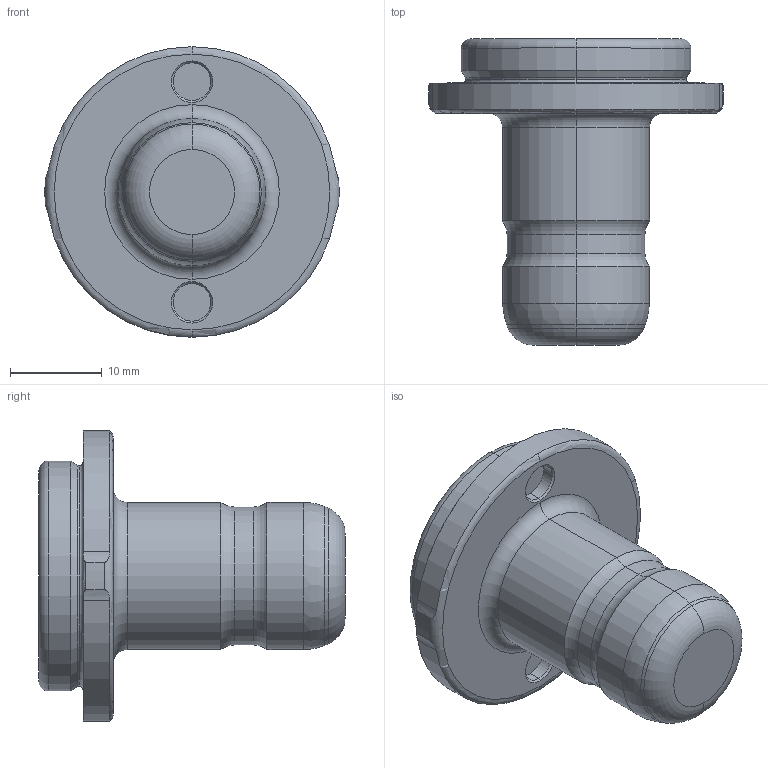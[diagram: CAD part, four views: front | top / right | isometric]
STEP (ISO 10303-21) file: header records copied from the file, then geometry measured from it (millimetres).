
FILE_DESCRIPTION (( 'STEP AP214' ), '1' );
FILE_NAME ('804230 K Einzugsni. m. Ausgl. Ø16 , Ø25 Bl 4.8.STEP', '2011-06-20T10:53:29', ( ' ' ), ( ' ' ), 'SwSTEP 2.0', 'SolidWorks 2010', '' );
FILE_SCHEMA (( 'AUTOMOTIVE_DESIGN' ));
Length unit declared in the file: millimetre
Products named in the file (1): 804230 K Einzugsni. m. Ausgl. Ø16 , Ø25 Bl 4.8
Bounding box: 31.98 x 33.3 x 31.6 mm (x, y, z)
Volume: 9174.9 mm3; surface area: 3710.5 mm2
Topology: 1 solids, 1 shells, 65 faces, 139 edges, 79 vertices
Faces by surface type: cylinder 25, torus 20, cone 14, plane 6
Entity records: 1873 total; most frequent: CARTESIAN_POINT 370, DIRECTION 351, ORIENTED_EDGE 274, AXIS2_PLACEMENT_3D 156, EDGE_CURVE 137, CIRCLE 90, VERTEX_POINT 79, EDGE_LOOP 70
